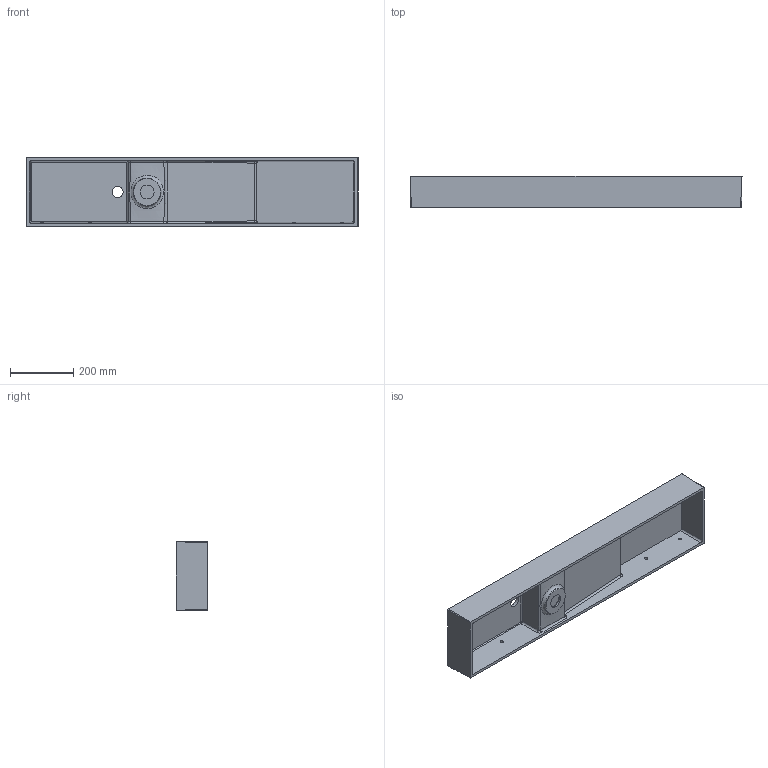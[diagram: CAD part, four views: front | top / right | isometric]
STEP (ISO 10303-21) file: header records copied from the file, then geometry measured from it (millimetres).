
FILE_DESCRIPTION (( 'STEP AP214' ), '1' );
FILE_NAME ('Toni 1050.STEP', '2023-06-23T12:28:13', ( 'User Windows' ), ( '' ), 'SwSTEP 2.0', 'SolidWorks 2020', '' );
FILE_SCHEMA (( 'AUTOMOTIVE_DESIGN' ));
Length unit declared in the file: millimetre
Products named in the file (1): Toni 1050
Bounding box: 1050 x 100 x 220 mm (x, y, z)
Volume: 5224532.3 mm3; surface area: 999179.3 mm2
Topology: 2 solids, 2 shells, 128 faces, 306 edges, 186 vertices
Faces by surface type: cylinder 46, bspline 39, plane 32, cone 6, torus 3, sphere 2
Full cylindrical faces by diameter (mm): 10 x4, 35 x1, 45 x1
Entity records: 14315 total; most frequent: CARTESIAN_POINT 11815, ORIENTED_EDGE 544, DIRECTION 424, EDGE_CURVE 272, VERTEX_POINT 174, EDGE_LOOP 166, AXIS2_PLACEMENT_3D 160, FACE_OUTER_BOUND 142
